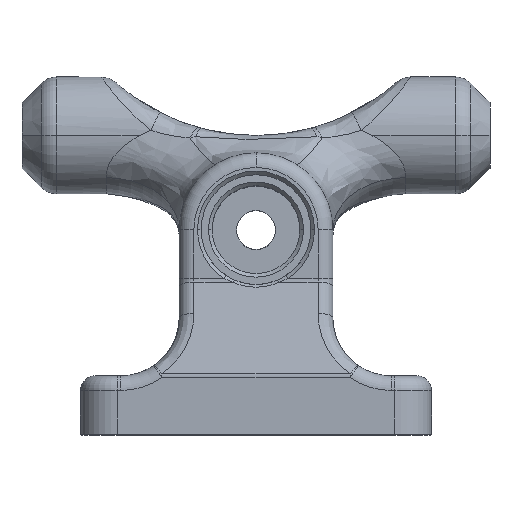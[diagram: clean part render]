
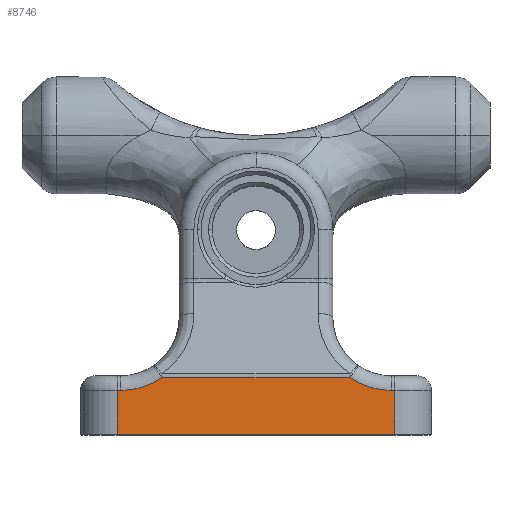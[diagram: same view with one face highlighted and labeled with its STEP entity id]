
A CAD part, top view. The second image highlights one B-rep face of the part: STEP entity #8746.
In plain terms, the highlighted planar face has unit normal (0, 0, 1).
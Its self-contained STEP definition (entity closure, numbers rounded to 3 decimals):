
#14 = EDGE_LOOP ( 'NONE', ( #4193, #4091, #2469, #5327, #5956, #4741, #5498, #8941 ) ) ;
#27 = DIRECTION ( 'NONE',  ( 0., 0., -1. ) ) ;
#306 = DIRECTION ( 'NONE',  ( 0., 0., -1. ) ) ;
#466 = DIRECTION ( 'NONE',  ( 0., 0., -1. ) ) ;
#645 = VERTEX_POINT ( 'NONE', #7318 ) ;
#691 = EDGE_CURVE ( 'NONE', #5302, #5289, #5406, .T. ) ;
#1338 = CARTESIAN_POINT ( 'NONE',  ( 24., -22., 24. ) ) ;
#1586 = LINE ( 'NONE', #6413, #5586 ) ;
#1605 = VERTEX_POINT ( 'NONE', #3473 ) ;
#1788 = DIRECTION ( 'NONE',  ( -1., 0., 0. ) ) ;
#2026 = CARTESIAN_POINT ( 'NONE',  ( -18.5, -12., 24. ) ) ;
#2062 = DIRECTION ( 'NONE',  ( -1., 0., 0. ) ) ;
#2469 = ORIENTED_EDGE ( 'NONE', *, *, #8713, .T. ) ;
#2536 = LINE ( 'NONE', #5328, #8944 ) ;
#2684 = CARTESIAN_POINT ( 'NONE',  ( -19., -28., 24. ) ) ;
#2770 = AXIS2_PLACEMENT_3D ( 'NONE', #3760, #306, #4491 ) ;
#2859 = EDGE_CURVE ( 'NONE', #5289, #645, #1586, .T. ) ;
#2953 = LINE ( 'NONE', #3682, #6598 ) ;
#3473 = CARTESIAN_POINT ( 'NONE',  ( 19., -22., 24. ) ) ;
#3505 = CARTESIAN_POINT ( 'NONE',  ( 19., -28., 24. ) ) ;
#3523 = EDGE_CURVE ( 'NONE', #1605, #5302, #6770, .T. ) ;
#3620 = EDGE_CURVE ( 'NONE', #645, #6639, #3810, .T. ) ;
#3682 = CARTESIAN_POINT ( 'NONE',  ( 24., -28., 24. ) ) ;
#3760 = CARTESIAN_POINT ( 'NONE',  ( 18.5, -12., 24. ) ) ;
#3810 = CIRCLE ( 'NONE', #4271, 10. ) ;
#3871 = VERTEX_POINT ( 'NONE', #2684 ) ;
#3928 = PLANE ( 'NONE',  #7230 ) ;
#3971 = CARTESIAN_POINT ( 'NONE',  ( 24., -22., 24. ) ) ;
#4050 = DIRECTION ( 'NONE',  ( 0., -1., 0. ) ) ;
#4091 = ORIENTED_EDGE ( 'NONE', *, *, #3620, .T. ) ;
#4193 = ORIENTED_EDGE ( 'NONE', *, *, #2859, .T. ) ;
#4271 = AXIS2_PLACEMENT_3D ( 'NONE', #2026, #27, #6219 ) ;
#4491 = DIRECTION ( 'NONE',  ( 0., 1., 0. ) ) ;
#4613 = FACE_OUTER_BOUND ( 'NONE', #14, .T. ) ;
#4741 = ORIENTED_EDGE ( 'NONE', *, *, #6947, .T. ) ;
#4900 = CARTESIAN_POINT ( 'NONE',  ( -18.5, -22., 24. ) ) ;
#4956 = CARTESIAN_POINT ( 'NONE',  ( 12.868, -20.263, 24. ) ) ;
#4989 = EDGE_CURVE ( 'NONE', #5424, #3871, #2953, .T. ) ;
#5249 = LINE ( 'NONE', #3971, #8083 ) ;
#5289 = VERTEX_POINT ( 'NONE', #4956 ) ;
#5302 = VERTEX_POINT ( 'NONE', #6330 ) ;
#5326 = VECTOR ( 'NONE', #4050, 1000. ) ;
#5327 = ORIENTED_EDGE ( 'NONE', *, *, #7928, .T. ) ;
#5328 = CARTESIAN_POINT ( 'NONE',  ( 19., -20.263, 24. ) ) ;
#5406 = CIRCLE ( 'NONE', #2770, 10. ) ;
#5424 = VERTEX_POINT ( 'NONE', #3505 ) ;
#5498 = ORIENTED_EDGE ( 'NONE', *, *, #3523, .T. ) ;
#5586 = VECTOR ( 'NONE', #6241, 1000. ) ;
#5956 = ORIENTED_EDGE ( 'NONE', *, *, #4989, .F. ) ;
#6065 = LINE ( 'NONE', #6745, #5326 ) ;
#6075 = DIRECTION ( 'NONE',  ( 0., 1., 0. ) ) ;
#6219 = DIRECTION ( 'NONE',  ( 0., 1., 0. ) ) ;
#6241 = DIRECTION ( 'NONE',  ( -1., 0., 0. ) ) ;
#6330 = CARTESIAN_POINT ( 'NONE',  ( 18.5, -22., 24. ) ) ;
#6413 = CARTESIAN_POINT ( 'NONE',  ( 24., -20.263, 24. ) ) ;
#6598 = VECTOR ( 'NONE', #7826, 1000. ) ;
#6639 = VERTEX_POINT ( 'NONE', #4900 ) ;
#6691 = VERTEX_POINT ( 'NONE', #8036 ) ;
#6710 = CARTESIAN_POINT ( 'NONE',  ( 24., -20.263, 24. ) ) ;
#6745 = CARTESIAN_POINT ( 'NONE',  ( -19., -20.263, 24. ) ) ;
#6770 = LINE ( 'NONE', #1338, #8625 ) ;
#6947 = EDGE_CURVE ( 'NONE', #5424, #1605, #2536, .T. ) ;
#7230 = AXIS2_PLACEMENT_3D ( 'NONE', #6710, #466, #6075 ) ;
#7318 = CARTESIAN_POINT ( 'NONE',  ( -12.868, -20.263, 24. ) ) ;
#7826 = DIRECTION ( 'NONE',  ( -1., 0., 0. ) ) ;
#7928 = EDGE_CURVE ( 'NONE', #6691, #3871, #6065, .T. ) ;
#8036 = CARTESIAN_POINT ( 'NONE',  ( -19., -22., 24. ) ) ;
#8083 = VECTOR ( 'NONE', #1788, 1000. ) ;
#8625 = VECTOR ( 'NONE', #2062, 1000. ) ;
#8713 = EDGE_CURVE ( 'NONE', #6639, #6691, #5249, .T. ) ;
#8746 = ADVANCED_FACE ( 'NONE', ( #4613 ), #3928, .F. ) ;
#8907 = DIRECTION ( 'NONE',  ( 0., 1., 0. ) ) ;
#8941 = ORIENTED_EDGE ( 'NONE', *, *, #691, .T. ) ;
#8944 = VECTOR ( 'NONE', #8907, 1000. ) ;
